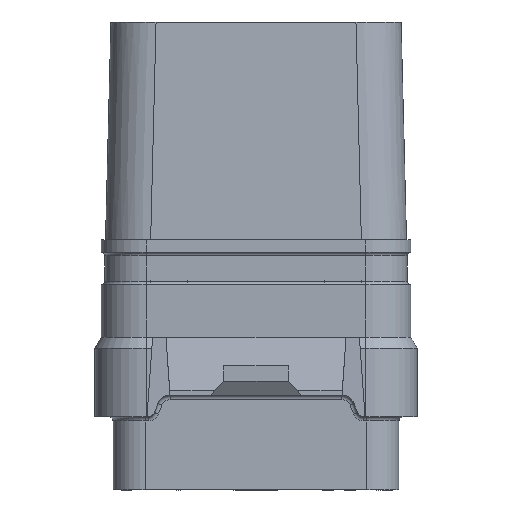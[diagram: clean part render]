
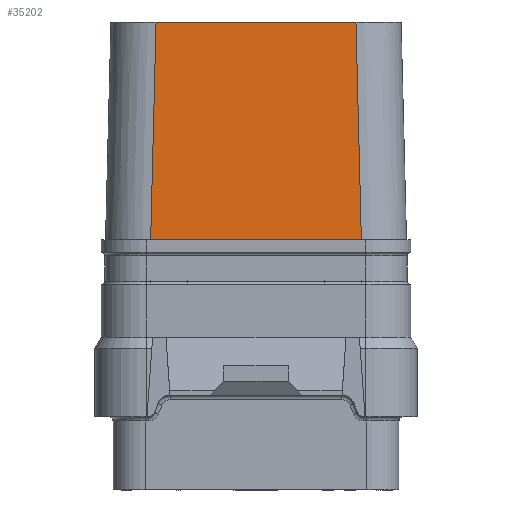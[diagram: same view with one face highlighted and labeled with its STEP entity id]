
A CAD part, front view. The second image highlights one B-rep face of the part: STEP entity #35202.
In plain terms, the highlighted planar face has unit normal (0, -1, 0.025).
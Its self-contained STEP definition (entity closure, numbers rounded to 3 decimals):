
#43=DIRECTION('',(1.,0.,0.));
#44=VECTOR('',#43,9.8);
#45=CARTESIAN_POINT('',(-4.9,-6.,0.));
#46=LINE('',#45,#44);
#5340=DIRECTION('',(1.,0.,0.));
#5341=VECTOR('',#5340,9.3);
#5342=CARTESIAN_POINT('',(-4.65,-5.75,10.12));
#5343=LINE('',#5342,#5341);
#6877=DIRECTION('',(0.025,0.025,0.999));
#6878=VECTOR('',#6877,10.126);
#6879=CARTESIAN_POINT('',(-4.9,-6.,0.));
#6880=LINE('',#6879,#6878);
#6881=DIRECTION('',(-0.025,0.025,0.999));
#6882=VECTOR('',#6881,10.126);
#6883=CARTESIAN_POINT('',(4.9,-6.,0.));
#6884=LINE('',#6883,#6882);
#22243=CARTESIAN_POINT('',(-4.65,-5.75,10.12));
#22244=VERTEX_POINT('',#22243);
#22245=CARTESIAN_POINT('',(4.65,-5.75,10.12));
#22246=VERTEX_POINT('',#22245);
#22259=CARTESIAN_POINT('',(-4.9,-6.,0.));
#22260=VERTEX_POINT('',#22259);
#22261=CARTESIAN_POINT('',(4.9,-6.,0.));
#22262=VERTEX_POINT('',#22261);
#35190=CARTESIAN_POINT('',(0.,-5.875,5.06));
#35191=DIRECTION('',(0.,-1.,0.025));
#35192=DIRECTION('',(1.,0.,0.));
#35193=AXIS2_PLACEMENT_3D('',#35190,#35191,#35192);
#35194=PLANE('',#35193);
#35195=ORIENTED_EDGE('',*,*,#28517,.F.);
#35196=ORIENTED_EDGE('',*,*,#35185,.T.);
#35197=ORIENTED_EDGE('',*,*,#34314,.T.);
#35199=ORIENTED_EDGE('',*,*,#35198,.F.);
#35200=EDGE_LOOP('',(#35195,#35196,#35197,#35199));
#35201=FACE_OUTER_BOUND('',#35200,.F.);
#35202=ADVANCED_FACE('',(#35201),#35194,.T.);
#28517=EDGE_CURVE('',#22260,#22262,#46,.T.);
#34314=EDGE_CURVE('',#22244,#22246,#5343,.T.);
#35185=EDGE_CURVE('',#22260,#22244,#6880,.T.);
#35198=EDGE_CURVE('',#22262,#22246,#6884,.T.);
